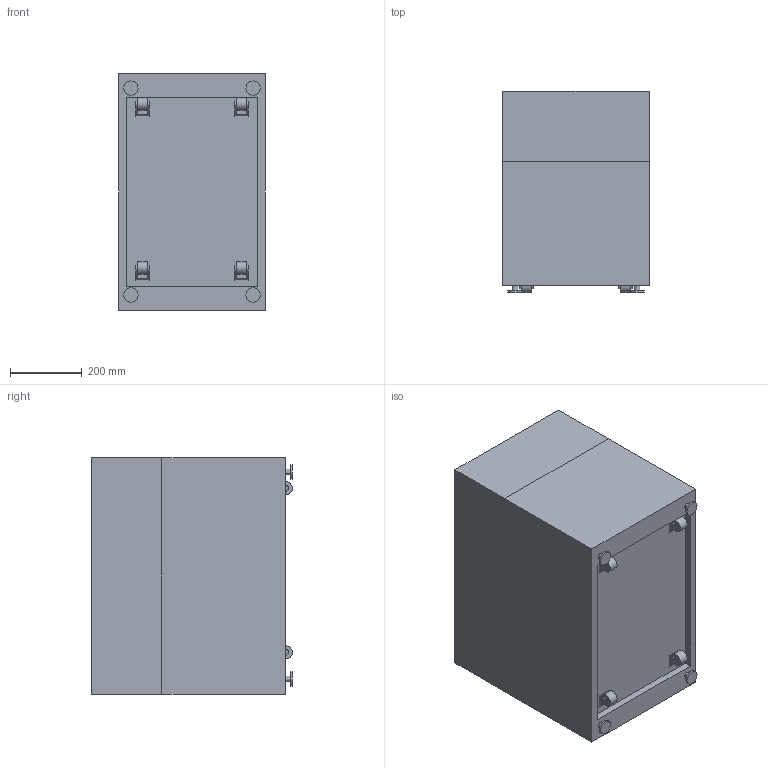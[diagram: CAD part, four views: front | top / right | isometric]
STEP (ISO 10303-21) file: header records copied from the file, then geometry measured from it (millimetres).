
FILE_DESCRIPTION (( 'STEP AP214' ), '1' );
FILE_NAME ('EU356620_Caleo Eckmodul Neutral E-41-66.STEP', '2022-04-13T09:54:47', ( '' ), ( '' ), 'SwSTEP 2.0', 'SolidWorks 2017', '' );
FILE_SCHEMA (( 'AUTOMOTIVE_DESIGN' ));
Length unit declared in the file: millimetre
Products named in the file (1): EU356620_Caleo Eckmodul Neutral E-41-66
Bounding box: 410 x 562 x 661.5 mm (x, y, z)
Volume: 112583984.9 mm3; surface area: 2645614.9 mm2
Topology: 18 solids, 18 shells, 98 faces, 180 edges, 120 vertices
Faces by surface type: plane 78, cylinder 20
Full cylindrical faces by diameter (mm): 16 x4, 35 x4, 40 x4
Entity records: 2531 total; most frequent: DIRECTION 406, CARTESIAN_POINT 387, ORIENTED_EDGE 336, EDGE_CURVE 168, AXIS2_PLACEMENT_3D 139, LINE 128, VECTOR 128, VERTEX_POINT 120
